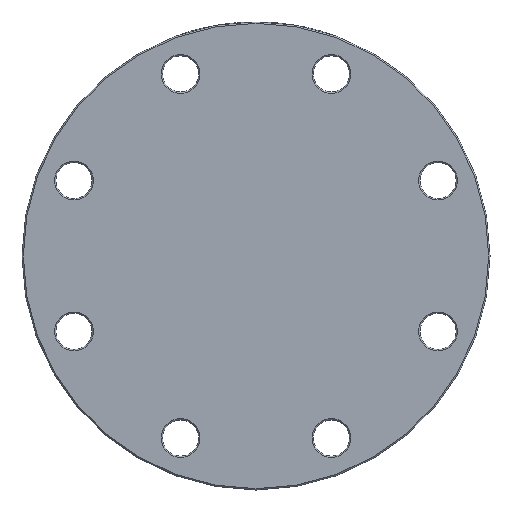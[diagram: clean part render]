
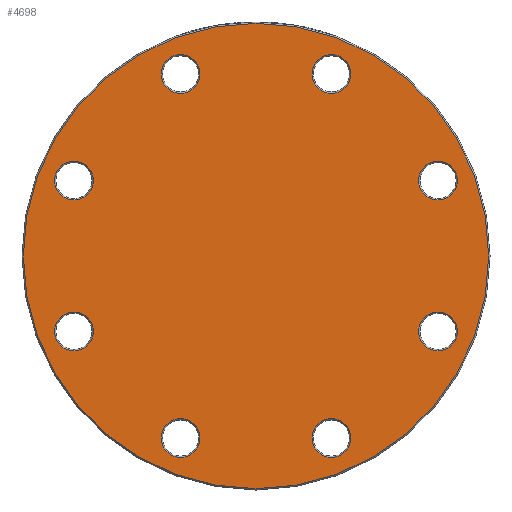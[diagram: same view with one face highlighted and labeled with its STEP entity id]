
A CAD part, left-side view. The second image highlights one B-rep face of the part: STEP entity #4698.
In plain terms, the highlighted planar face has unit normal (-1, 0, 0).
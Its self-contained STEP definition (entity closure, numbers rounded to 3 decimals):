
#34 = CARTESIAN_POINT ( 'NONE',  ( 0., 0., 0. ) ) ;
#62 = CARTESIAN_POINT ( 'NONE',  ( 0., 0., 0. ) ) ;
#108 = AXIS2_PLACEMENT_3D ( 'NONE', #1458, #503, #2658 ) ;
#283 = AXIS2_PLACEMENT_3D ( 'NONE', #6894, #1923, #4695 ) ;
#296 = CARTESIAN_POINT ( 'NONE',  ( 0., -110.866, 45.922 ) ) ;
#301 = DIRECTION ( 'NONE',  ( 1., 0., 0. ) ) ;
#335 = CARTESIAN_POINT ( 'NONE',  ( 0., 45.922, -122.666 ) ) ;
#336 = DIRECTION ( 'NONE',  ( 0., 0., -1. ) ) ;
#368 = ORIENTED_EDGE ( 'NONE', *, *, #3271, .T. ) ;
#384 = EDGE_LOOP ( 'NONE', ( #6663 ) ) ;
#493 = FACE_OUTER_BOUND ( 'NONE', #702, .T. ) ;
#503 = DIRECTION ( 'NONE',  ( 1., 0., 0. ) ) ;
#511 = CARTESIAN_POINT ( 'NONE',  ( 0., -45.922, 99.066 ) ) ;
#647 = CARTESIAN_POINT ( 'NONE',  ( 0., 45.922, 110.866 ) ) ;
#649 = CARTESIAN_POINT ( 'NONE',  ( 0., -110.866, -57.722 ) ) ;
#680 = DIRECTION ( 'NONE',  ( 0., 0., -1. ) ) ;
#702 = EDGE_LOOP ( 'NONE', ( #1409 ) ) ;
#717 = AXIS2_PLACEMENT_3D ( 'NONE', #62, #6076, #6523 ) ;
#864 = VERTEX_POINT ( 'NONE', #6904 ) ;
#1126 = FACE_BOUND ( 'NONE', #6429, .T. ) ;
#1129 = ORIENTED_EDGE ( 'NONE', *, *, #3734, .T. ) ;
#1176 = VERTEX_POINT ( 'NONE', #6548 ) ;
#1289 = AXIS2_PLACEMENT_3D ( 'NONE', #1846, #5088, #6707 ) ;
#1385 = DIRECTION ( 'NONE',  ( 0., 0., -1. ) ) ;
#1406 = CIRCLE ( 'NONE', #5170, 11.8 ) ;
#1409 = ORIENTED_EDGE ( 'NONE', *, *, #6101, .T. ) ;
#1458 = CARTESIAN_POINT ( 'NONE',  ( 0., -110.866, -45.922 ) ) ;
#1486 = FACE_BOUND ( 'NONE', #3193, .T. ) ;
#1610 = CARTESIAN_POINT ( 'NONE',  ( 0., 0., -141.7 ) ) ;
#1631 = DIRECTION ( 'NONE',  ( 1., 0., 0. ) ) ;
#1681 = CARTESIAN_POINT ( 'NONE',  ( 0., 45.922, 99.066 ) ) ;
#1701 = CIRCLE ( 'NONE', #108, 11.8 ) ;
#1718 = VERTEX_POINT ( 'NONE', #1610 ) ;
#1835 = EDGE_LOOP ( 'NONE', ( #2645 ) ) ;
#1846 = CARTESIAN_POINT ( 'NONE',  ( 0., 110.866, 45.922 ) ) ;
#1917 = CARTESIAN_POINT ( 'NONE',  ( 0., 45.922, -110.866 ) ) ;
#1923 = DIRECTION ( 'NONE',  ( 1., 0., 0. ) ) ;
#1935 = AXIS2_PLACEMENT_3D ( 'NONE', #34, #1631, #5521 ) ;
#1979 = ORIENTED_EDGE ( 'NONE', *, *, #4226, .T. ) ;
#2018 = FACE_BOUND ( 'NONE', #6370, .T. ) ;
#2061 = ORIENTED_EDGE ( 'NONE', *, *, #6422, .T. ) ;
#2267 = DIRECTION ( 'NONE',  ( 1., 0., 0. ) ) ;
#2329 = DIRECTION ( 'NONE',  ( 1., 0., 0. ) ) ;
#2422 = CIRCLE ( 'NONE', #3336, 11.8 ) ;
#2427 = EDGE_CURVE ( 'NONE', #6434, #6434, #2422, .T. ) ;
#2438 = DIRECTION ( 'NONE',  ( 0., 0., -1. ) ) ;
#2504 = EDGE_CURVE ( 'NONE', #864, #864, #5742, .T. ) ;
#2645 = ORIENTED_EDGE ( 'NONE', *, *, #4090, .T. ) ;
#2647 = FACE_BOUND ( 'NONE', #4159, .T. ) ;
#2658 = DIRECTION ( 'NONE',  ( 0., 0., -1. ) ) ;
#2737 = VERTEX_POINT ( 'NONE', #3205 ) ;
#2952 = DIRECTION ( 'NONE',  ( 1., 0., 0. ) ) ;
#3165 = VERTEX_POINT ( 'NONE', #5353 ) ;
#3193 = EDGE_LOOP ( 'NONE', ( #1129 ) ) ;
#3205 = CARTESIAN_POINT ( 'NONE',  ( 0., -110.866, 34.122 ) ) ;
#3211 = CIRCLE ( 'NONE', #717, 141.7 ) ;
#3258 = ORIENTED_EDGE ( 'NONE', *, *, #2504, .T. ) ;
#3271 = EDGE_CURVE ( 'NONE', #3165, #3165, #5867, .T. ) ;
#3277 = VERTEX_POINT ( 'NONE', #649 ) ;
#3286 = CIRCLE ( 'NONE', #6949, 11.8 ) ;
#3313 = VERTEX_POINT ( 'NONE', #511 ) ;
#3336 = AXIS2_PLACEMENT_3D ( 'NONE', #1917, #2329, #2438 ) ;
#3648 = FACE_BOUND ( 'NONE', #384, .T. ) ;
#3662 = EDGE_LOOP ( 'NONE', ( #4506 ) ) ;
#3734 = EDGE_CURVE ( 'NONE', #1176, #1176, #1406, .T. ) ;
#3748 = DIRECTION ( 'NONE',  ( 1., 0., 0. ) ) ;
#3772 = CIRCLE ( 'NONE', #6297, 11.8 ) ;
#4090 = EDGE_CURVE ( 'NONE', #2737, #2737, #3286, .T. ) ;
#4159 = EDGE_LOOP ( 'NONE', ( #2061 ) ) ;
#4188 = FACE_BOUND ( 'NONE', #1835, .T. ) ;
#4226 = EDGE_CURVE ( 'NONE', #3277, #3277, #1701, .T. ) ;
#4506 = ORIENTED_EDGE ( 'NONE', *, *, #5002, .T. ) ;
#4636 = CARTESIAN_POINT ( 'NONE',  ( 0., -45.922, -110.866 ) ) ;
#4695 = DIRECTION ( 'NONE',  ( 0., 0., -1. ) ) ;
#4698 = ADVANCED_FACE ( 'NONE', ( #493, #2018, #2647, #6853, #4188, #5814, #1486, #3648, #1126 ), #4976, .F. ) ;
#4976 = PLANE ( 'NONE',  #1935 ) ;
#5002 = EDGE_CURVE ( 'NONE', #3313, #3313, #5469, .T. ) ;
#5088 = DIRECTION ( 'NONE',  ( 1., 0., 0. ) ) ;
#5170 = AXIS2_PLACEMENT_3D ( 'NONE', #4636, #301, #336 ) ;
#5262 = EDGE_LOOP ( 'NONE', ( #1979 ) ) ;
#5353 = CARTESIAN_POINT ( 'NONE',  ( 0., 110.866, -57.722 ) ) ;
#5365 = CARTESIAN_POINT ( 'NONE',  ( 0., -45.922, 110.866 ) ) ;
#5469 = CIRCLE ( 'NONE', #6380, 11.8 ) ;
#5521 = DIRECTION ( 'NONE',  ( 0., 0., -1. ) ) ;
#5742 = CIRCLE ( 'NONE', #1289, 11.8 ) ;
#5814 = FACE_BOUND ( 'NONE', #5262, .T. ) ;
#5867 = CIRCLE ( 'NONE', #283, 11.8 ) ;
#6076 = DIRECTION ( 'NONE',  ( -1., 0., 0. ) ) ;
#6101 = EDGE_CURVE ( 'NONE', #1718, #1718, #3211, .T. ) ;
#6297 = AXIS2_PLACEMENT_3D ( 'NONE', #647, #2267, #680 ) ;
#6370 = EDGE_LOOP ( 'NONE', ( #3258 ) ) ;
#6380 = AXIS2_PLACEMENT_3D ( 'NONE', #5365, #3748, #6522 ) ;
#6422 = EDGE_CURVE ( 'NONE', #6581, #6581, #3772, .T. ) ;
#6429 = EDGE_LOOP ( 'NONE', ( #368 ) ) ;
#6434 = VERTEX_POINT ( 'NONE', #335 ) ;
#6522 = DIRECTION ( 'NONE',  ( 0., 0., -1. ) ) ;
#6523 = DIRECTION ( 'NONE',  ( 0., 0., -1. ) ) ;
#6548 = CARTESIAN_POINT ( 'NONE',  ( 0., -45.922, -122.666 ) ) ;
#6581 = VERTEX_POINT ( 'NONE', #1681 ) ;
#6663 = ORIENTED_EDGE ( 'NONE', *, *, #2427, .T. ) ;
#6707 = DIRECTION ( 'NONE',  ( 0., 0., -1. ) ) ;
#6853 = FACE_BOUND ( 'NONE', #3662, .T. ) ;
#6894 = CARTESIAN_POINT ( 'NONE',  ( 0., 110.866, -45.922 ) ) ;
#6904 = CARTESIAN_POINT ( 'NONE',  ( 0., 110.866, 34.122 ) ) ;
#6949 = AXIS2_PLACEMENT_3D ( 'NONE', #296, #2952, #1385 ) ;
